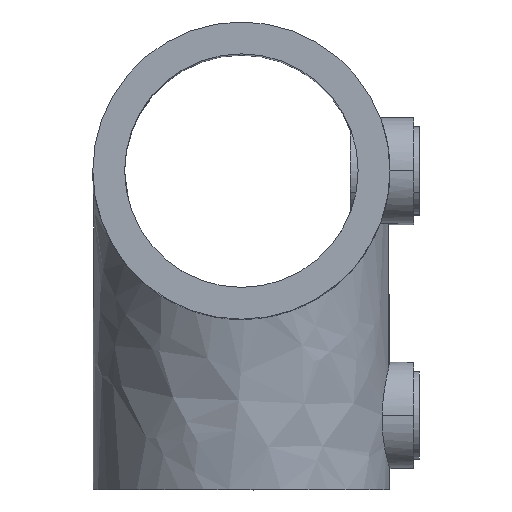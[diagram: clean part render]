
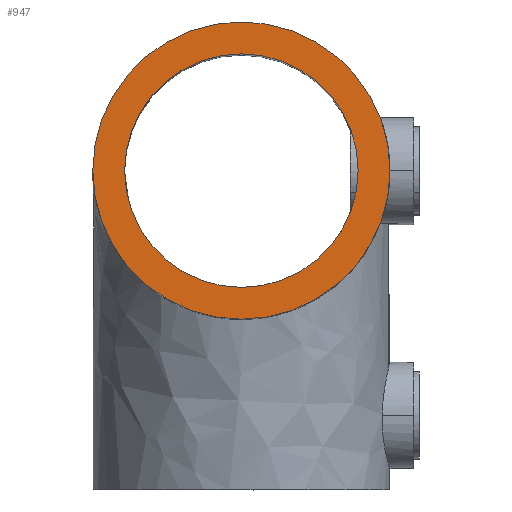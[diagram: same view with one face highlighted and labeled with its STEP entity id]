
A CAD part, top view. The second image highlights one B-rep face of the part: STEP entity #947.
In plain terms, the highlighted planar face has unit normal (0, 0, 1).
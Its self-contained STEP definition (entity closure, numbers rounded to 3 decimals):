
#27 = VERTEX_POINT ( 'NONE', #1425 ) ;
#338 = EDGE_LOOP ( 'NONE', ( #1040, #1086 ) ) ;
#402 = DIRECTION ( 'NONE',  ( 1., 0., 0. ) ) ;
#408 = DIRECTION ( 'NONE',  ( 0., 0., 1. ) ) ;
#411 = CARTESIAN_POINT ( 'NONE',  ( 0., 0., 72.5 ) ) ;
#498 = DIRECTION ( 'NONE',  ( 1., 0., 0. ) ) ;
#502 = DIRECTION ( 'NONE',  ( 0., 0., 1. ) ) ;
#532 = CARTESIAN_POINT ( 'NONE',  ( 0., 0., 72.5 ) ) ;
#534 = PLANE ( 'NONE',  #2146 ) ;
#595 = DIRECTION ( 'NONE',  ( 1., 0., 0. ) ) ;
#598 = DIRECTION ( 'NONE',  ( 0., 0., 1. ) ) ;
#602 = CARTESIAN_POINT ( 'NONE',  ( 0., 0., 72.5 ) ) ;
#652 = VERTEX_POINT ( 'NONE', #2753 ) ;
#709 = EDGE_CURVE ( 'NONE', #652, #27, #2735, .T. ) ;
#912 = EDGE_CURVE ( 'NONE', #1396, #1606, #2629, .T. ) ;
#947 = ADVANCED_FACE ( 'NONE', ( #2610, #2633 ), #534, .T. ) ;
#968 = EDGE_CURVE ( 'NONE', #1606, #1396, #2605, .T. ) ;
#1040 = ORIENTED_EDGE ( 'NONE', *, *, #709, .F. ) ;
#1065 = EDGE_CURVE ( 'NONE', #27, #652, #2583, .T. ) ;
#1086 = ORIENTED_EDGE ( 'NONE', *, *, #1065, .F. ) ;
#1124 = ORIENTED_EDGE ( 'NONE', *, *, #968, .T. ) ;
#1167 = ORIENTED_EDGE ( 'NONE', *, *, #912, .T. ) ;
#1180 = DIRECTION ( 'NONE',  ( 1., 0., 0. ) ) ;
#1184 = DIRECTION ( 'NONE',  ( 0., 0., 1. ) ) ;
#1187 = CARTESIAN_POINT ( 'NONE',  ( 0., 0., 72.5 ) ) ;
#1396 = VERTEX_POINT ( 'NONE', #2643 ) ;
#1425 = CARTESIAN_POINT ( 'NONE',  ( 22., 0., 72.5 ) ) ;
#1606 = VERTEX_POINT ( 'NONE', #2599 ) ;
#2067 = DIRECTION ( 'NONE',  ( 1., 0., 0. ) ) ;
#2071 = DIRECTION ( 'NONE',  ( 0., 0., 1. ) ) ;
#2074 = CARTESIAN_POINT ( 'NONE',  ( 0., 0., 72.5 ) ) ;
#2107 = AXIS2_PLACEMENT_3D ( 'NONE', #1187, #1184, #1180 ) ;
#2128 = AXIS2_PLACEMENT_3D ( 'NONE', #411, #408, #402 ) ;
#2146 = AXIS2_PLACEMENT_3D ( 'NONE', #532, #502, #498 ) ;
#2583 = CIRCLE ( 'NONE', #2107, 22. ) ;
#2599 = CARTESIAN_POINT ( 'NONE',  ( -28., 0., 72.5 ) ) ;
#2605 = CIRCLE ( 'NONE', #2128, 28. ) ;
#2610 = FACE_BOUND ( 'NONE', #338, .T. ) ;
#2629 = CIRCLE ( 'NONE', #3029, 28. ) ;
#2633 = FACE_OUTER_BOUND ( 'NONE', #3059, .T. ) ;
#2643 = CARTESIAN_POINT ( 'NONE',  ( 28., 0., 72.5 ) ) ;
#2735 = CIRCLE ( 'NONE', #3123, 22. ) ;
#2753 = CARTESIAN_POINT ( 'NONE',  ( -22., 0., 72.5 ) ) ;
#3029 = AXIS2_PLACEMENT_3D ( 'NONE', #602, #598, #595 ) ;
#3059 = EDGE_LOOP ( 'NONE', ( #1124, #1167 ) ) ;
#3123 = AXIS2_PLACEMENT_3D ( 'NONE', #2074, #2071, #2067 ) ;
